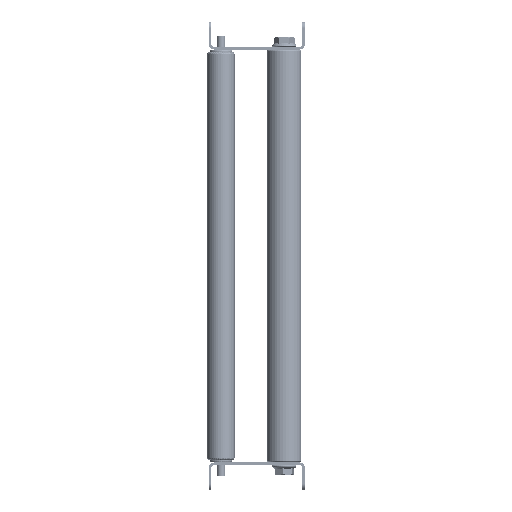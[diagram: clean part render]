
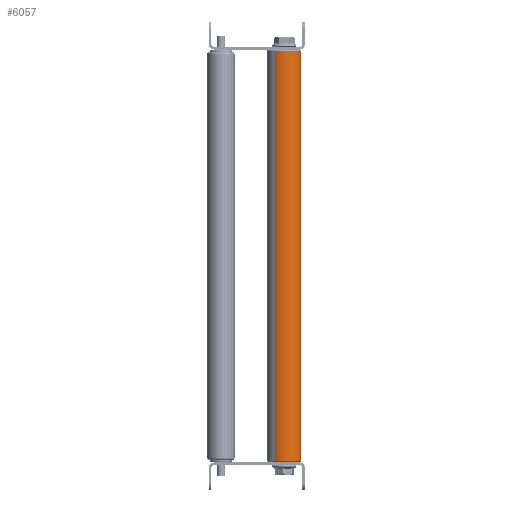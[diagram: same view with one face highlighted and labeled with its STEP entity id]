
A CAD part, left-side view. The second image highlights one B-rep face of the part: STEP entity #6057.
In plain terms, the highlighted cylindrical face has radius 12.5 mm (diameter 25 mm), a partial arc.
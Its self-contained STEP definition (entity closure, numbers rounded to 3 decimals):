
#500 = CIRCLE ( 'NONE', #4544, 12.5 ) ;
#715 = LINE ( 'NONE', #23958, #5523 ) ;
#913 = EDGE_LOOP ( 'NONE', ( #20912, #14456, #22297, #17868 ) ) ;
#1205 = CARTESIAN_POINT ( 'NONE',  ( 1., 0., 12.5 ) ) ;
#2240 = EDGE_CURVE ( 'NONE', #15558, #27650, #8506, .T. ) ;
#4544 = AXIS2_PLACEMENT_3D ( 'NONE', #10328, #15503, #13391 ) ;
#4920 = DIRECTION ( 'NONE',  ( 0., 0., 1. ) ) ;
#5332 = DIRECTION ( 'NONE',  ( -1., 0., 0. ) ) ;
#5523 = VECTOR ( 'NONE', #13222, 1000. ) ;
#6057 = ADVANCED_FACE ( 'NONE', ( #15743 ), #11537, .T. ) ;
#6209 = AXIS2_PLACEMENT_3D ( 'NONE', #7784, #9897, #12116 ) ;
#6795 = VECTOR ( 'NONE', #26369, 1000. ) ;
#7784 = CARTESIAN_POINT ( 'NONE',  ( 299., 0., 0. ) ) ;
#8446 = CIRCLE ( 'NONE', #6209, 12.5 ) ;
#8506 = LINE ( 'NONE', #17348, #6795 ) ;
#9897 = DIRECTION ( 'NONE',  ( -1., 0., 0. ) ) ;
#10328 = CARTESIAN_POINT ( 'NONE',  ( 1., 0., 0. ) ) ;
#10562 = EDGE_CURVE ( 'NONE', #14693, #16694, #715, .T. ) ;
#11537 = CYLINDRICAL_SURFACE ( 'NONE', #21908, 12.5 ) ;
#12116 = DIRECTION ( 'NONE',  ( 0., 0., -1. ) ) ;
#13222 = DIRECTION ( 'NONE',  ( -1., 0., 0. ) ) ;
#13391 = DIRECTION ( 'NONE',  ( 0., 0., -1. ) ) ;
#14456 = ORIENTED_EDGE ( 'NONE', *, *, #10562, .T. ) ;
#14693 = VERTEX_POINT ( 'NONE', #24940 ) ;
#15503 = DIRECTION ( 'NONE',  ( 1., 0., 0. ) ) ;
#15558 = VERTEX_POINT ( 'NONE', #27262 ) ;
#15743 = FACE_OUTER_BOUND ( 'NONE', #913, .T. ) ;
#15863 = EDGE_CURVE ( 'NONE', #15558, #14693, #8446, .T. ) ;
#16694 = VERTEX_POINT ( 'NONE', #23446 ) ;
#17348 = CARTESIAN_POINT ( 'NONE',  ( 300., 0., 12.5 ) ) ;
#17868 = ORIENTED_EDGE ( 'NONE', *, *, #2240, .F. ) ;
#17883 = EDGE_CURVE ( 'NONE', #16694, #27650, #500, .T. ) ;
#20912 = ORIENTED_EDGE ( 'NONE', *, *, #15863, .T. ) ;
#21908 = AXIS2_PLACEMENT_3D ( 'NONE', #26370, #5332, #4920 ) ;
#22297 = ORIENTED_EDGE ( 'NONE', *, *, #17883, .T. ) ;
#23446 = CARTESIAN_POINT ( 'NONE',  ( 1., 0., -12.5 ) ) ;
#23958 = CARTESIAN_POINT ( 'NONE',  ( 300., 0., -12.5 ) ) ;
#24940 = CARTESIAN_POINT ( 'NONE',  ( 299., 0., -12.5 ) ) ;
#26369 = DIRECTION ( 'NONE',  ( -1., 0., 0. ) ) ;
#26370 = CARTESIAN_POINT ( 'NONE',  ( 300., 0., 0. ) ) ;
#27262 = CARTESIAN_POINT ( 'NONE',  ( 299., 0., 12.5 ) ) ;
#27650 = VERTEX_POINT ( 'NONE', #1205 ) ;
